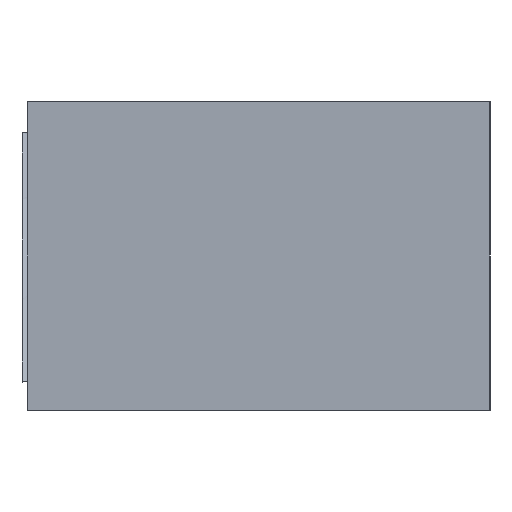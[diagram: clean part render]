
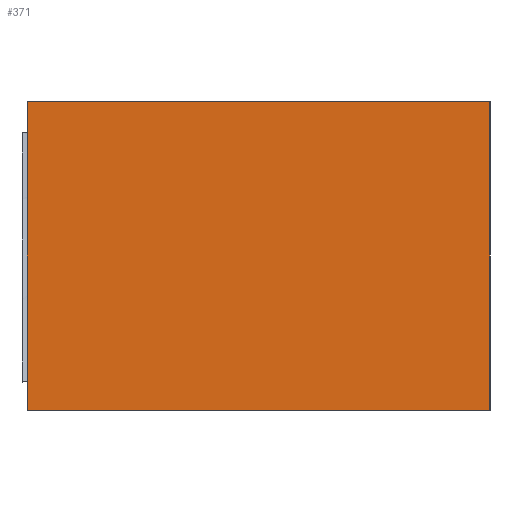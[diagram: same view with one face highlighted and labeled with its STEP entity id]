
A CAD part, left-side view. The second image highlights one B-rep face of the part: STEP entity #371.
In plain terms, the highlighted planar face has unit normal (-1, 0, 0).
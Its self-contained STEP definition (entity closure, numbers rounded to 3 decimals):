
#21=PLANE('',#396);
#45=FACE_OUTER_BOUND('',#67,.T.);
#67=EDGE_LOOP('',(#319,#320,#321,#322));
#81=LINE('',#1905,#101);
#82=LINE('',#1907,#102);
#83=LINE('',#1909,#103);
#84=LINE('',#1910,#104);
#101=VECTOR('',#422,10.);
#102=VECTOR('',#423,10.);
#103=VECTOR('',#424,10.);
#104=VECTOR('',#425,10.);
#173=VERTEX_POINT('',#1903);
#174=VERTEX_POINT('',#1904);
#175=VERTEX_POINT('',#1906);
#176=VERTEX_POINT('',#1908);
#223=EDGE_CURVE('',#173,#174,#81,.T.);
#224=EDGE_CURVE('',#173,#175,#82,.T.);
#225=EDGE_CURVE('',#176,#175,#83,.T.);
#226=EDGE_CURVE('',#174,#176,#84,.T.);
#319=ORIENTED_EDGE('',*,*,#223,.F.);
#320=ORIENTED_EDGE('',*,*,#224,.T.);
#321=ORIENTED_EDGE('',*,*,#225,.F.);
#322=ORIENTED_EDGE('',*,*,#226,.F.);
#371=ADVANCED_FACE('',(#45),#21,.T.);
#396=AXIS2_PLACEMENT_3D('',#1902,#420,#421);
#420=DIRECTION('center_axis',(-1.,0.,0.));
#421=DIRECTION('ref_axis',(0.,-1.,0.));
#422=DIRECTION('',(0.,1.,0.));
#423=DIRECTION('',(0.,0.,1.));
#424=DIRECTION('',(0.,-1.,0.));
#425=DIRECTION('',(0.,0.,1.));
#1902=CARTESIAN_POINT('Origin',(-150.,120.,0.));
#1903=CARTESIAN_POINT('',(-150.,0.,0.));
#1904=CARTESIAN_POINT('',(-150.,120.,0.));
#1905=CARTESIAN_POINT('',(-150.,0.,0.));
#1906=CARTESIAN_POINT('',(-150.,0.,80.));
#1907=CARTESIAN_POINT('',(-150.,0.,0.));
#1908=CARTESIAN_POINT('',(-150.,120.,80.));
#1909=CARTESIAN_POINT('',(-150.,0.,80.));
#1910=CARTESIAN_POINT('',(-150.,120.,0.));
